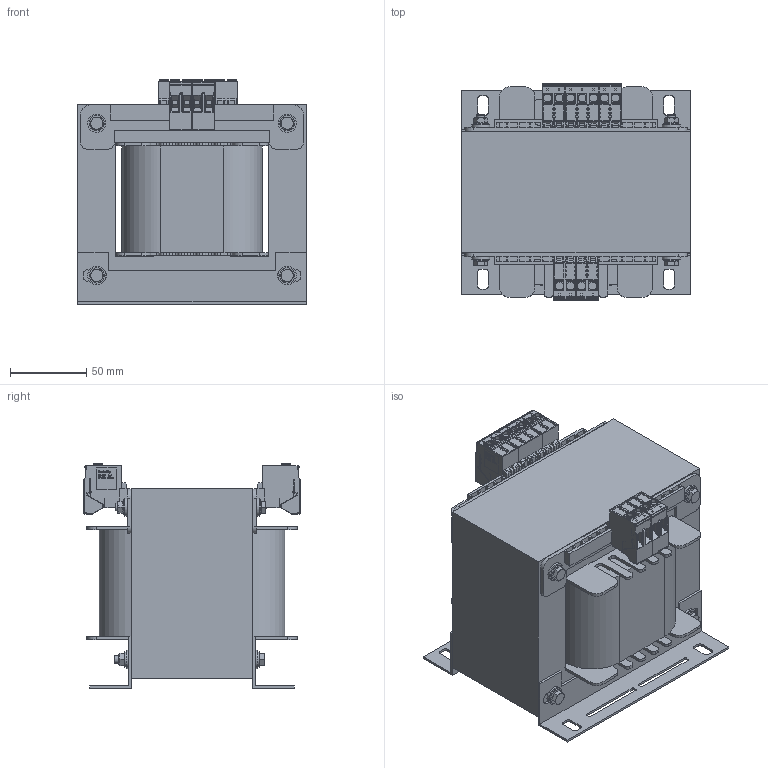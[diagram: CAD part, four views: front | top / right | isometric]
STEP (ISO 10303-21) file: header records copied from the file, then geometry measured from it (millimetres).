
FILE_DESCRIPTION(/* description */ (''),/* implementation_level */ '2;1');
FILE_NAME(/* name */ 'TSC52102200.stp',/* time_stamp */ '2023-11-15T10:53:28+01:00',/* author */ ('velazquez'),/* organization */ (''),/* preprocessor_version */ 'ST-DEVELOPER v19.2',/* originating_system */ 'Autodesk Inventor 2023',/* authorisation */ '');
FILE_SCHEMA (('AUTOMOTIVE_DESIGN { 1 0 10303 214 3 1 1 }'));
Products named in the file (12): TSC52102200; EI150 x 125 - 80 (RC50); EI 150 X 125 - 80; AF50DIN; EI150; centrador M5; DIN 125 - A 5,3; DIN 933 - M5  x 95; DIN 934 - M5; 1226_TKS_4_2_F; 1227_TKS_4_3_F NARANJA; 1226_TKS_4_2_F NARANJA
Assembly tree (35 placements, depth 2):
  TSC52102200
    EI150 x 125 - 80 (RC50)
    EI 150 X 125 - 80
    AF50DIN  x2
    EI150  x2
    centrador M5  x8
    DIN 125 - A 5,3  x8
    DIN 933 - M5  x 95  x4
    DIN 934 - M5  x4
    1226_TKS_4_2_F  x2
    1227_TKS_4_3_F NARANJA
    1226_TKS_4_2_F NARANJA  x2
Bounding box: 150 x 141.9 x 147.4 mm (x, y, z)
Volume: 1781189.1 mm3; surface area: 283756.4 mm2
Topology: 35 solids, 35 shells, 9258 faces, 25901 edges, 16862 vertices
Faces by surface type: plane 7534, cylinder 1165, bspline 287, torus 212, cone 48, sphere 12
Full cylindrical faces by diameter (mm): 4.134 x4, 4.567 x4, 5 x20, 5.3 x8, 5.9 x8, 6.7 x4, 8 x4, 10 x8, 12 x8
Entity records: 192476 total; most frequent: CARTESIAN_POINT 39783, ORIENTED_EDGE 31782, DIRECTION 28489, EDGE_CURVE 15891, LINE 13919, VECTOR 13919, VERTEX_POINT 10351, AXIS2_PLACEMENT_3D 7285
